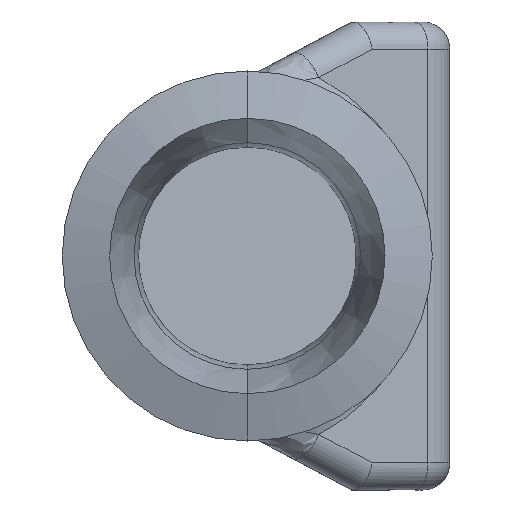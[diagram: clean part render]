
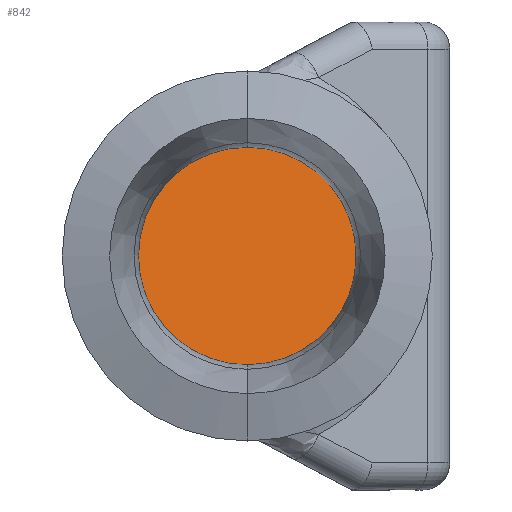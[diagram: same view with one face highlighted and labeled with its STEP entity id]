
A CAD part, left-side view. The second image highlights one B-rep face of the part: STEP entity #842.
In plain terms, the highlighted planar face has unit normal (-0.866, -0.5, 0).
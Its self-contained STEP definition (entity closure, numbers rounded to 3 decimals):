
#239 = EDGE_CURVE ( 'NONE', #1159, #258, #537, .T. ) ;
#255 = CARTESIAN_POINT ( 'NONE',  ( 100.878, 0., 5. ) ) ;
#257 = CARTESIAN_POINT ( 'NONE',  ( 105.959, -8.8, -31.283 ) ) ;
#258 = VERTEX_POINT ( 'NONE', #1164 ) ;
#422 = EDGE_LOOP ( 'NONE', ( #1118, #1683 ) ) ;
#436 = AXIS2_PLACEMENT_3D ( 'NONE', #257, #509, #1175 ) ;
#472 = CARTESIAN_POINT ( 'NONE',  ( 100.878, 0., -5. ) ) ;
#509 = DIRECTION ( 'NONE',  ( -0.866, -0.5, 0. ) ) ;
#512 = CARTESIAN_POINT ( 'NONE',  ( 106.651, -10., -5. ) ) ;
#537 =( BOUNDED_CURVE ( )  B_SPLINE_CURVE ( 3, ( #1058, #512, #755, #632 ),
 .UNSPECIFIED., .F., .T. ) 
 B_SPLINE_CURVE_WITH_KNOTS ( ( 4, 4 ),
 ( 1.571, 4.712 ),
 .UNSPECIFIED. ) 
 CURVE ( )  GEOMETRIC_REPRESENTATION_ITEM ( )  RATIONAL_B_SPLINE_CURVE ( ( 1., 0.333, 0.333, 1. ) ) 
 REPRESENTATION_ITEM ( '' )  );
#632 = CARTESIAN_POINT ( 'NONE',  ( 100.878, 0., 5. ) ) ;
#646 = PLANE ( 'NONE',  #436 ) ;
#755 = CARTESIAN_POINT ( 'NONE',  ( 106.651, -10., 5. ) ) ;
#776 = CARTESIAN_POINT ( 'NONE',  ( 95.104, 10., -5. ) ) ;
#842 = ADVANCED_FACE ( 'NONE', ( #1454 ), #646, .T. ) ;
#1049 = CARTESIAN_POINT ( 'NONE',  ( 95.104, 10., 5. ) ) ;
#1058 = CARTESIAN_POINT ( 'NONE',  ( 100.878, 0., -5. ) ) ;
#1118 = ORIENTED_EDGE ( 'NONE', *, *, #1184, .T. ) ;
#1159 = VERTEX_POINT ( 'NONE', #472 ) ;
#1164 = CARTESIAN_POINT ( 'NONE',  ( 100.878, 0., 5. ) ) ;
#1175 = DIRECTION ( 'NONE',  ( 0.5, -0.866, 0. ) ) ;
#1184 = EDGE_CURVE ( 'NONE', #258, #1159, #1488, .T. ) ;
#1454 = FACE_OUTER_BOUND ( 'NONE', #422, .T. ) ;
#1488 =( BOUNDED_CURVE ( )  B_SPLINE_CURVE ( 3, ( #255, #1049, #776, #1710 ),
 .UNSPECIFIED., .F., .T. ) 
 B_SPLINE_CURVE_WITH_KNOTS ( ( 4, 4 ),
 ( 4.712, 7.854 ),
 .UNSPECIFIED. ) 
 CURVE ( )  GEOMETRIC_REPRESENTATION_ITEM ( )  RATIONAL_B_SPLINE_CURVE ( ( 1., 0.333, 0.333, 1. ) ) 
 REPRESENTATION_ITEM ( '' )  );
#1683 = ORIENTED_EDGE ( 'NONE', *, *, #239, .T. ) ;
#1710 = CARTESIAN_POINT ( 'NONE',  ( 100.878, 0., -5. ) ) ;
